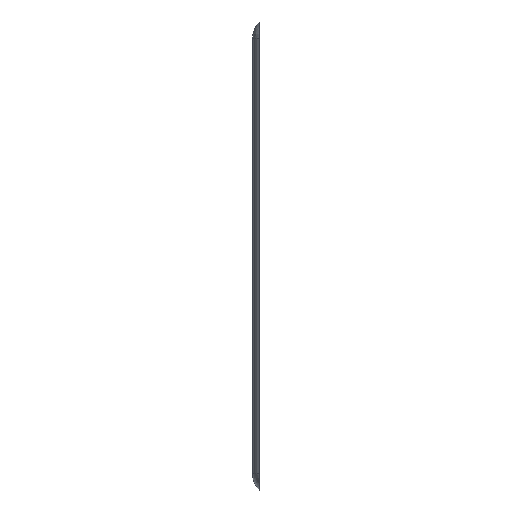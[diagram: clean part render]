
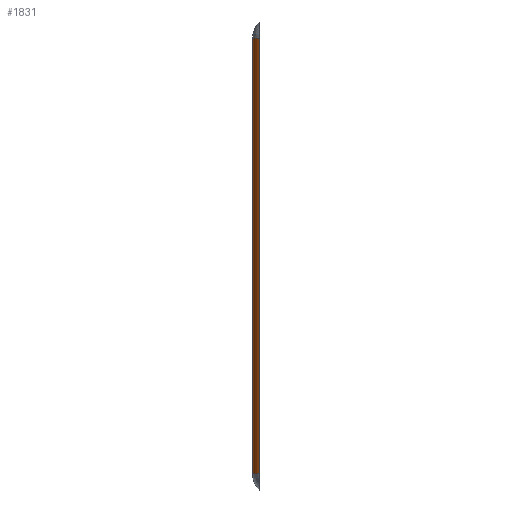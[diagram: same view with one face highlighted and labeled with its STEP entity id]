
A CAD part, left-side view. The second image highlights one B-rep face of the part: STEP entity #1831.
In plain terms, the highlighted cylindrical face has radius 5 mm (diameter 10 mm), a partial arc.
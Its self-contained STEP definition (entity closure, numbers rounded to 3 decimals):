
#91=FACE_OUTER_BOUND('',#197,.T.);
#197=EDGE_LOOP('',(#1330,#1331,#1332,#1333,#1334,#1335,#1336,#1337,#1338,
#1339));
#297=B_SPLINE_CURVE_WITH_KNOTS('',3,(#2929,#2930,#2931,#2932,#2933,#2934,
#2935,#2936),.UNSPECIFIED.,.F.,.F.,(4,2,2,4),(0.362,0.394,
0.458,0.522),.UNSPECIFIED.);
#298=B_SPLINE_CURVE_WITH_KNOTS('',3,(#2938,#2939,#2940,#2941,#2942,#2943,
#2944,#2945),.UNSPECIFIED.,.F.,.F.,(4,2,2,4),(0.522,0.587,
0.651,0.683),.UNSPECIFIED.);
#299=B_SPLINE_CURVE_WITH_KNOTS('',3,(#2949,#2950,#2951,#2952,#2953,#2954,
#2955,#2956),.UNSPECIFIED.,.F.,.F.,(4,2,2,4),(0.362,0.394,
0.458,0.522),.UNSPECIFIED.);
#300=B_SPLINE_CURVE_WITH_KNOTS('',3,(#2958,#2959,#2960,#2961,#2962,#2963,
#2964,#2965),.UNSPECIFIED.,.F.,.F.,(4,2,2,4),(0.522,0.587,
0.651,0.683),.UNSPECIFIED.);
#356=CIRCLE('',#1990,5.);
#357=CIRCLE('',#1992,5.);
#407=LINE('',#2708,#579);
#451=LINE('',#2927,#623);
#452=LINE('',#2947,#624);
#453=LINE('',#2967,#625);
#579=VECTOR('',#2143,10.);
#623=VECTOR('',#2293,5.);
#624=VECTOR('',#2294,5.);
#625=VECTOR('',#2295,5.);
#756=VERTEX_POINT('',#2705);
#757=VERTEX_POINT('',#2707);
#844=VERTEX_POINT('',#2922);
#845=VERTEX_POINT('',#2926);
#846=VERTEX_POINT('',#2928);
#847=VERTEX_POINT('',#2937);
#848=VERTEX_POINT('',#2946);
#849=VERTEX_POINT('',#2948);
#850=VERTEX_POINT('',#2957);
#851=VERTEX_POINT('',#2966);
#944=EDGE_CURVE('',#756,#757,#407,.T.);
#1038=EDGE_CURVE('',#844,#756,#356,.T.);
#1039=EDGE_CURVE('',#844,#845,#451,.T.);
#1040=EDGE_CURVE('',#845,#846,#297,.T.);
#1041=EDGE_CURVE('',#846,#847,#298,.T.);
#1042=EDGE_CURVE('',#847,#848,#452,.T.);
#1043=EDGE_CURVE('',#848,#849,#299,.T.);
#1044=EDGE_CURVE('',#849,#850,#300,.T.);
#1045=EDGE_CURVE('',#850,#851,#453,.T.);
#1046=EDGE_CURVE('',#757,#851,#357,.T.);
#1330=ORIENTED_EDGE('',*,*,#1038,.F.);
#1331=ORIENTED_EDGE('',*,*,#1039,.T.);
#1332=ORIENTED_EDGE('',*,*,#1040,.T.);
#1333=ORIENTED_EDGE('',*,*,#1041,.T.);
#1334=ORIENTED_EDGE('',*,*,#1042,.T.);
#1335=ORIENTED_EDGE('',*,*,#1043,.T.);
#1336=ORIENTED_EDGE('',*,*,#1044,.T.);
#1337=ORIENTED_EDGE('',*,*,#1045,.T.);
#1338=ORIENTED_EDGE('',*,*,#1046,.F.);
#1339=ORIENTED_EDGE('',*,*,#944,.F.);
#1783=CYLINDRICAL_SURFACE('',#1991,5.);
#1831=ADVANCED_FACE('',(#91),#1783,.T.);
#1990=AXIS2_PLACEMENT_3D('',#2924,#2289,#2290);
#1991=AXIS2_PLACEMENT_3D('',#2925,#2291,#2292);
#1992=AXIS2_PLACEMENT_3D('',#2968,#2296,#2297);
#2143=DIRECTION('',(0.,0.,-1.));
#2289=DIRECTION('center_axis',(0.,0.,1.));
#2290=DIRECTION('ref_axis',(-0.714,0.7,0.));
#2291=DIRECTION('center_axis',(0.,0.,-1.));
#2292=DIRECTION('ref_axis',(-0.714,0.7,0.));
#2293=DIRECTION('',(0.,0.,-1.));
#2294=DIRECTION('',(0.,0.,-1.));
#2295=DIRECTION('',(0.,0.,-1.));
#2296=DIRECTION('center_axis',(0.,0.,-1.));
#2297=DIRECTION('ref_axis',(-0.714,0.7,0.));
#2705=CARTESIAN_POINT('',(-11.94,0.,84.069));
#2707=CARTESIAN_POINT('',(-11.94,0.,-10.789));
#2708=CARTESIAN_POINT('',(-11.94,0.,87.64));
#2922=CARTESIAN_POINT('',(-8.369,1.5,84.069));
#2924=CARTESIAN_POINT('Origin',(-8.369,-3.5,84.069));
#2925=CARTESIAN_POINT('Origin',(-8.369,-3.5,87.64));
#2926=CARTESIAN_POINT('',(-8.369,1.5,84.054));
#2927=CARTESIAN_POINT('',(-8.369,1.5,87.64));
#2928=CARTESIAN_POINT('',(-9.125,1.443,82.64));
#2929=CARTESIAN_POINT('Ctrl Pts',(-8.369,1.5,84.054));
#2930=CARTESIAN_POINT('Ctrl Pts',(-8.462,1.5,83.991));
#2931=CARTESIAN_POINT('Ctrl Pts',(-8.548,1.497,83.921));
#2932=CARTESIAN_POINT('Ctrl Pts',(-8.776,1.486,83.694));
#2933=CARTESIAN_POINT('Ctrl Pts',(-8.907,1.472,83.503));
#2934=CARTESIAN_POINT('Ctrl Pts',(-9.082,1.45,83.083));
#2935=CARTESIAN_POINT('Ctrl Pts',(-9.125,1.443,82.855));
#2936=CARTESIAN_POINT('Ctrl Pts',(-9.125,1.443,82.64));
#2937=CARTESIAN_POINT('',(-8.369,1.5,81.226));
#2938=CARTESIAN_POINT('Ctrl Pts',(-9.125,1.443,82.64));
#2939=CARTESIAN_POINT('Ctrl Pts',(-9.125,1.443,82.425));
#2940=CARTESIAN_POINT('Ctrl Pts',(-9.082,1.45,82.197));
#2941=CARTESIAN_POINT('Ctrl Pts',(-8.907,1.472,81.777));
#2942=CARTESIAN_POINT('Ctrl Pts',(-8.776,1.486,81.586));
#2943=CARTESIAN_POINT('Ctrl Pts',(-8.548,1.497,81.359));
#2944=CARTESIAN_POINT('Ctrl Pts',(-8.462,1.5,81.289));
#2945=CARTESIAN_POINT('Ctrl Pts',(-8.369,1.5,81.226));
#2946=CARTESIAN_POINT('',(-8.369,1.5,-7.946));
#2947=CARTESIAN_POINT('',(-8.369,1.5,87.64));
#2948=CARTESIAN_POINT('',(-9.125,1.443,-9.36));
#2949=CARTESIAN_POINT('Ctrl Pts',(-8.369,1.5,-7.946));
#2950=CARTESIAN_POINT('Ctrl Pts',(-8.462,1.5,-8.009));
#2951=CARTESIAN_POINT('Ctrl Pts',(-8.548,1.497,-8.079));
#2952=CARTESIAN_POINT('Ctrl Pts',(-8.776,1.486,-8.306));
#2953=CARTESIAN_POINT('Ctrl Pts',(-8.907,1.472,-8.497));
#2954=CARTESIAN_POINT('Ctrl Pts',(-9.082,1.45,-8.917));
#2955=CARTESIAN_POINT('Ctrl Pts',(-9.125,1.443,-9.145));
#2956=CARTESIAN_POINT('Ctrl Pts',(-9.125,1.443,-9.36));
#2957=CARTESIAN_POINT('',(-8.369,1.5,-10.774));
#2958=CARTESIAN_POINT('Ctrl Pts',(-9.125,1.443,-9.36));
#2959=CARTESIAN_POINT('Ctrl Pts',(-9.125,1.443,-9.575));
#2960=CARTESIAN_POINT('Ctrl Pts',(-9.082,1.45,-9.803));
#2961=CARTESIAN_POINT('Ctrl Pts',(-8.907,1.472,-10.223));
#2962=CARTESIAN_POINT('Ctrl Pts',(-8.776,1.486,-10.414));
#2963=CARTESIAN_POINT('Ctrl Pts',(-8.548,1.497,-10.641));
#2964=CARTESIAN_POINT('Ctrl Pts',(-8.462,1.5,-10.711));
#2965=CARTESIAN_POINT('Ctrl Pts',(-8.369,1.5,-10.774));
#2966=CARTESIAN_POINT('',(-8.369,1.5,-10.789));
#2967=CARTESIAN_POINT('',(-8.369,1.5,87.64));
#2968=CARTESIAN_POINT('Origin',(-8.369,-3.5,-10.789));
